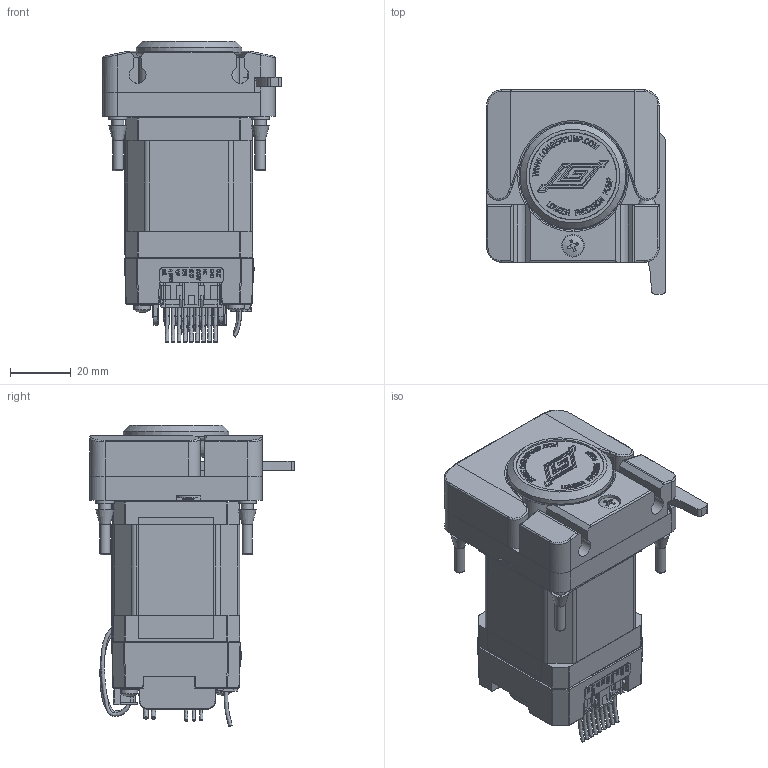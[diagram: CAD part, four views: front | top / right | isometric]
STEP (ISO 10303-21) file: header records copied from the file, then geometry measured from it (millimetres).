
FILE_DESCRIPTION (( 'STEP AP203' ), '1' );
FILE_NAME ('T100-SC01&WX10-14-H M.STEP', '2025-06-13T05:57:39', ( 'lg' ), ( '' ), 'SwSTEP 2.0', 'SolidWorks 2013', '' );
FILE_SCHEMA (( 'CONFIG_CONTROL_DESIGN' ));
Length unit declared in the file: millimetre
Products named in the file (1): T100-SC01&WX10-14-H M
Bounding box: 59 x 67.5 x 99.55 mm (x, y, z)
Surface area: 49001.1 mm2 (no closed solid volume)
Topology: 0 solids, 76 shells, 1569 faces, 6472 edges, 4784 vertices
Faces by surface type: plane 1051, cylinder 278, bspline 200, cone 20, torus 11, sphere 9
Full cylindrical faces by diameter (mm): 1.2 x6, 2.8 x1, 3.3 x3, 3.4 x4, 3.5 x1, 4 x5, 5.6 x2, 6 x7, 7.5 x1, 8 x3, 13 x1, 28.8 x1, 29.003 x1, 35.003 x1, 35.7 x1
Entity records: 80984 total; most frequent: CARTESIAN_POINT 31794, ORIENTED_EDGE 9405, DIRECTION 8789, EDGE_CURVE 6366, VERTEX_POINT 4757, VECTOR 4597, LINE 4597, AXIS2_PLACEMENT_3D 2096
